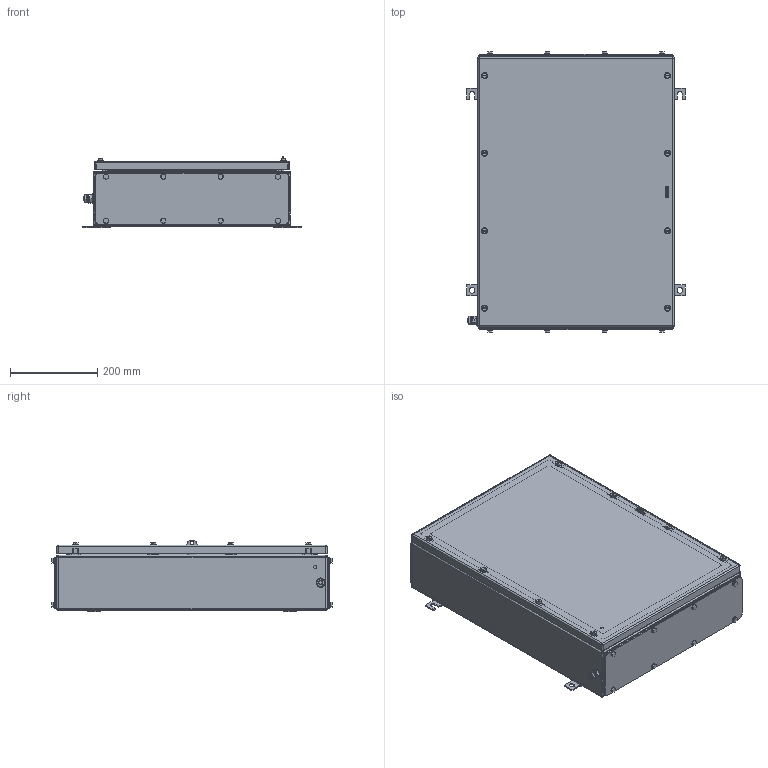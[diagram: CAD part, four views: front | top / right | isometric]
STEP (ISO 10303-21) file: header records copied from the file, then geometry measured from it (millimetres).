
FILE_DESCRIPTION(('CATIA V5 STEP Exchange','CAx-IF Rec.Pracs.--- Model Styling and Organization---1.4--- 2014-01-23'),'2;1');
FILE_NAME ('008571-5_2_1195320000_1195320000.stp','2019-07-18T13:31:44+00:00',('none'),('Weidmueller'),'CATIA Version 5-6 Release 2016 SP3 HF44','CATIA V5 STEP AP214','none');
FILE_SCHEMA(('AUTOMOTIVE_DESIGN { 1 0 10303 214 1 1 1 1 }'));
Products named in the file (1): 1195320000
Bounding box: 501 x 642 x 165 mm (x, y, z)
Volume: 1967881.4 mm3; surface area: 2246452.3 mm2
Topology: 84 solids, 84 shells, 2533 faces, 5972 edges, 3584 vertices
Faces by surface type: cylinder 1065, plane 1000, cone 168, torus 148, sphere 112, bspline 40
Entity records: 70748 total; most frequent: CARTESIAN_POINT 16429, ORIENTED_EDGE 11616, DIRECTION 9463, EDGE_CURVE 5808, AXIS2_PLACEMENT_3D 4240, VERTEX_POINT 3584, VECTOR 3256, LINE 3256
